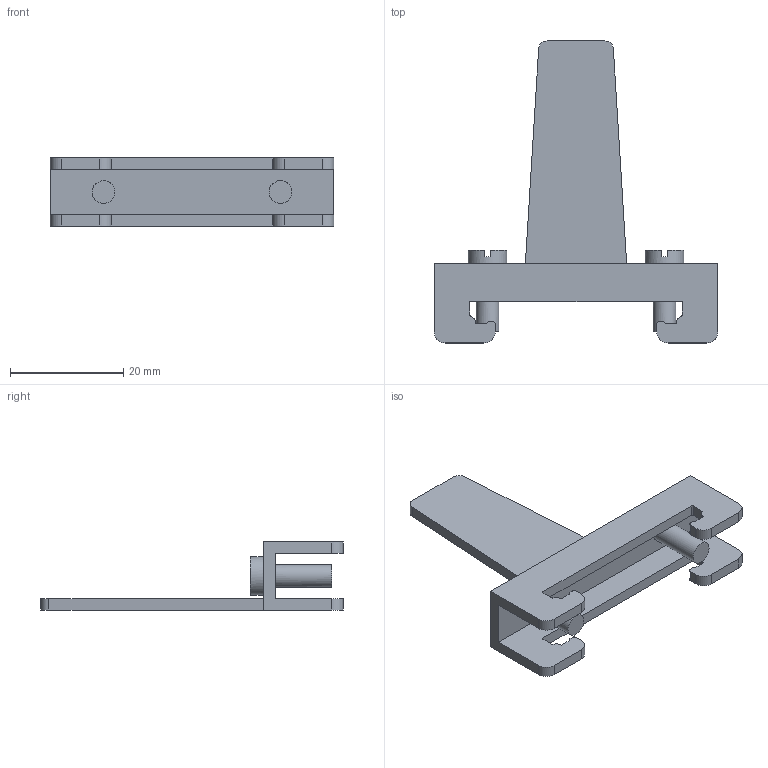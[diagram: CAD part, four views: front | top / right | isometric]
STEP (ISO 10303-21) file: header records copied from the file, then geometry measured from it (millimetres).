
FILE_DESCRIPTION(('STEP AP203'), '1');
FILE_NAME('MTI-S1_3D', '2024-09-02T09:19:03', (' '), (' '), 'C3D Converter', 'C3D Toolkit', '');
FILE_SCHEMA(('CONFIG_CONTROL_DESIGN'));
Length unit declared in the file: millimetre
Bounding box: 50 x 53.3 x 12 mm (x, y, z)
Volume: 4239 mm3; surface area: 4839.3 mm2
Topology: 1 solids, 1 shells, 112 faces, 324 edges, 218 vertices
Faces by surface type: plane 66, cylinder 46
Full cylindrical faces by diameter (mm): 4 x2, 6.8 x2
Entity records: 4633 total; most frequent: DIRECTION 652, CARTESIAN_POINT 651, ORIENTED_EDGE 640, EDGE_CURVE 320, AXIS2_PLACEMENT_3D 219, VERTEX_POINT 218, LINE 214, VECTOR 214
